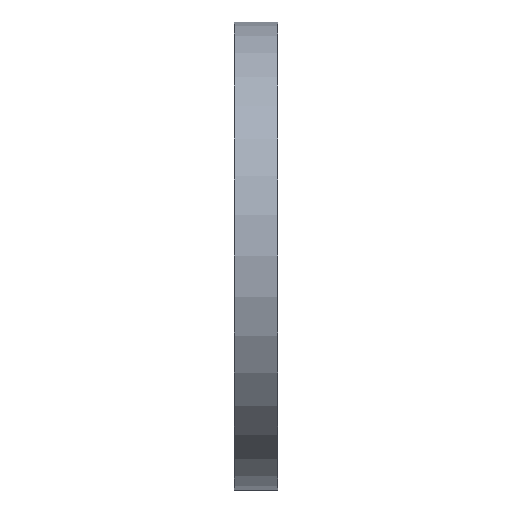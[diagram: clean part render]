
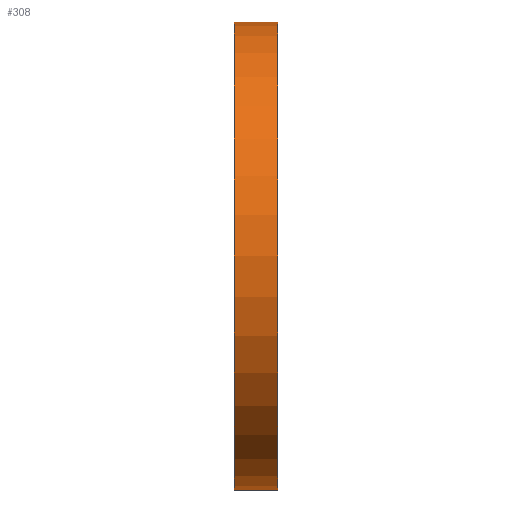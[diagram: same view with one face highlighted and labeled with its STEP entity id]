
A CAD part, left-side view. The second image highlights one B-rep face of the part: STEP entity #308.
In plain terms, the highlighted cylindrical face has radius 150 mm (diameter 300 mm), a partial arc.
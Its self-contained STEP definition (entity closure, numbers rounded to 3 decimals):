
#1 = DIRECTION ( 'NONE',  ( 0., -1., 0. ) ) ;
#23 = LINE ( 'NONE', #433, #564 ) ;
#49 = ORIENTED_EDGE ( 'NONE', *, *, #535, .T. ) ;
#65 = CYLINDRICAL_SURFACE ( 'NONE', #684, 150. ) ;
#105 = VERTEX_POINT ( 'NONE', #530 ) ;
#121 = CARTESIAN_POINT ( 'NONE',  ( 0., 28., 0. ) ) ;
#125 = CARTESIAN_POINT ( 'NONE',  ( 0., 28., 150. ) ) ;
#187 = CARTESIAN_POINT ( 'NONE',  ( 0., 0., -150. ) ) ;
#287 = VERTEX_POINT ( 'NONE', #598 ) ;
#298 = EDGE_CURVE ( 'NONE', #373, #105, #425, .T. ) ;
#303 = DIRECTION ( 'NONE',  ( 0., 0., -1. ) ) ;
#308 = ADVANCED_FACE ( 'NONE', ( #651 ), #65, .T. ) ;
#319 = CIRCLE ( 'NONE', #614, 150. ) ;
#348 = DIRECTION ( 'NONE',  ( 0., 0., 1. ) ) ;
#373 = VERTEX_POINT ( 'NONE', #187 ) ;
#380 = AXIS2_PLACEMENT_3D ( 'NONE', #716, #703, #542 ) ;
#424 = DIRECTION ( 'NONE',  ( 0., -1., 0. ) ) ;
#425 = CIRCLE ( 'NONE', #380, 150. ) ;
#428 = LINE ( 'NONE', #717, #441 ) ;
#430 = EDGE_LOOP ( 'NONE', ( #619, #516, #49, #608 ) ) ;
#433 = CARTESIAN_POINT ( 'NONE',  ( 0., 28., -150. ) ) ;
#441 = VECTOR ( 'NONE', #424, 1000. ) ;
#482 = CARTESIAN_POINT ( 'NONE',  ( 0., 28., 0. ) ) ;
#485 = DIRECTION ( 'NONE',  ( 0., -1., 0. ) ) ;
#516 = ORIENTED_EDGE ( 'NONE', *, *, #672, .F. ) ;
#530 = CARTESIAN_POINT ( 'NONE',  ( 0., 0., 150. ) ) ;
#535 = EDGE_CURVE ( 'NONE', #287, #373, #23, .T. ) ;
#542 = DIRECTION ( 'NONE',  ( 0., 0., 1. ) ) ;
#564 = VECTOR ( 'NONE', #485, 1000. ) ;
#582 = EDGE_CURVE ( 'NONE', #683, #105, #428, .T. ) ;
#587 = DIRECTION ( 'NONE',  ( 0., 1., 0. ) ) ;
#598 = CARTESIAN_POINT ( 'NONE',  ( 0., 28., -150. ) ) ;
#608 = ORIENTED_EDGE ( 'NONE', *, *, #298, .T. ) ;
#614 = AXIS2_PLACEMENT_3D ( 'NONE', #121, #587, #348 ) ;
#619 = ORIENTED_EDGE ( 'NONE', *, *, #582, .F. ) ;
#651 = FACE_OUTER_BOUND ( 'NONE', #430, .T. ) ;
#672 = EDGE_CURVE ( 'NONE', #287, #683, #319, .T. ) ;
#683 = VERTEX_POINT ( 'NONE', #125 ) ;
#684 = AXIS2_PLACEMENT_3D ( 'NONE', #482, #1, #303 ) ;
#703 = DIRECTION ( 'NONE',  ( 0., 1., 0. ) ) ;
#716 = CARTESIAN_POINT ( 'NONE',  ( 0., 0., 0. ) ) ;
#717 = CARTESIAN_POINT ( 'NONE',  ( 0., 28., 150. ) ) ;
